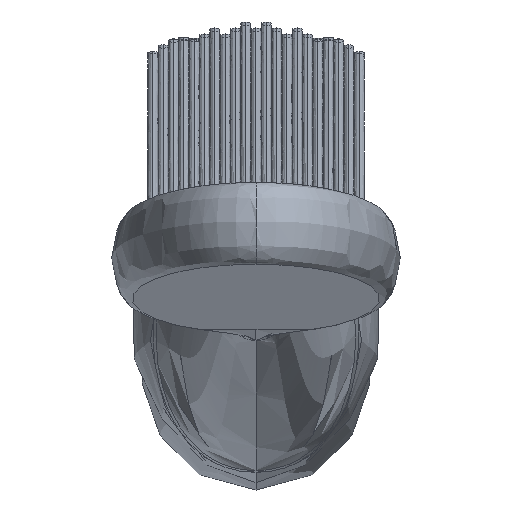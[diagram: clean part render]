
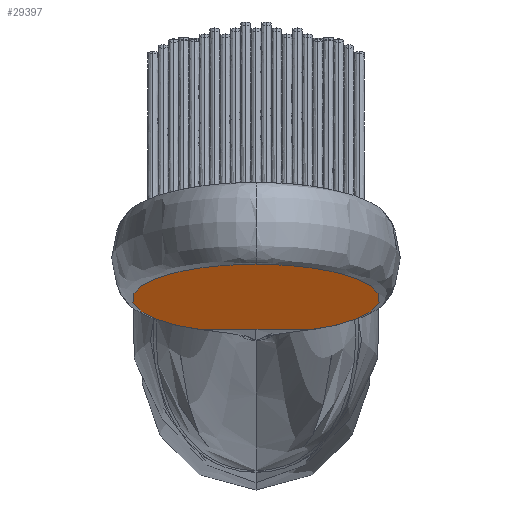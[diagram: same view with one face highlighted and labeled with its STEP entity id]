
A CAD part, top view. The second image highlights one B-rep face of the part: STEP entity #29397.
In plain terms, the highlighted free-form (B-spline) face has degree [1, 1] with [2, 2] control points.
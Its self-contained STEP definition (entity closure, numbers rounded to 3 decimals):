
#28287 = VERTEX_POINT('',#28288);
#28288 = CARTESIAN_POINT('',(2.462,5.897,-22.835
    ));
#28357 = VERTEX_POINT('',#28358);
#28358 = CARTESIAN_POINT('',(-0.001,5.897,
    -22.835));
#28380 = EDGE_CURVE('',#28357,#28287,#28381,.T.);
#28381 = B_SPLINE_CURVE_WITH_KNOTS('',3,(#28382,#28383,#28384,#28385,
    #28386,#28387,#28388,#28389),.UNSPECIFIED.,.F.,.F.,(4,1,1,1,1,4),(
    0.5,0.625,0.75,0.875,
    0.984,1.),.UNSPECIFIED.);
#28382 = CARTESIAN_POINT('',(-0.001,5.897,
    -22.835));
#28383 = CARTESIAN_POINT('',(0.205,5.897,-22.835
    ));
#28384 = CARTESIAN_POINT('',(0.615,5.897,-22.835
    ));
#28385 = CARTESIAN_POINT('',(1.231,5.897,-22.835
    ));
#28386 = CARTESIAN_POINT('',(1.821,5.897,-22.835
    ));
#28387 = CARTESIAN_POINT('',(2.231,5.897,-22.835
    ));
#28388 = CARTESIAN_POINT('',(2.437,5.897,-22.835
    ));
#28389 = CARTESIAN_POINT('',(2.462,5.897,-22.835
    ));
#28561 = VERTEX_POINT('',#28562);
#28562 = CARTESIAN_POINT('',(-2.462,5.897,
    -22.835));
#28584 = EDGE_CURVE('',#28561,#28357,#28585,.T.);
#28585 = B_SPLINE_CURVE_WITH_KNOTS('',3,(#28586,#28587,#28588,#28589,
    #28590,#28591,#28592),.UNSPECIFIED.,.F.,.F.,(4,1,1,1,4),(0.,
    0.125,0.25,0.375,0.5),
  .QUASI_UNIFORM_KNOTS.);
#28586 = CARTESIAN_POINT('',(-2.462,5.897,
    -22.835));
#28587 = CARTESIAN_POINT('',(-2.257,5.897,
    -22.835));
#28588 = CARTESIAN_POINT('',(-1.847,5.897,
    -22.835));
#28589 = CARTESIAN_POINT('',(-1.231,5.897,
    -22.835));
#28590 = CARTESIAN_POINT('',(-0.616,5.897,
    -22.835));
#28591 = CARTESIAN_POINT('',(-0.206,5.897,
    -22.835));
#28592 = CARTESIAN_POINT('',(-0.001,5.897,
    -22.835));
#29050 = EDGE_CURVE('',#29051,#28287,#29053,.T.);
#29051 = VERTEX_POINT('',#29052);
#29052 = CARTESIAN_POINT('',(0.,8.68,-0.163));
#29053 = B_SPLINE_CURVE_WITH_KNOTS('',3,(#29054,#29055,#29056,#29057,
    #29058,#29059,#29060,#29061,#29062,#29063,#29064,#29065),
  .UNSPECIFIED.,.F.,.F.,(4,2,2,2,2,4),(0.,0.125,0.25,0.5,0.75,1.),
  .UNSPECIFIED.);
#29054 = CARTESIAN_POINT('',(0.,8.68,-0.163));
#29055 = CARTESIAN_POINT('',(0.597,8.68,
    -0.163));
#29056 = CARTESIAN_POINT('',(1.196,8.653,
    -0.389));
#29057 = CARTESIAN_POINT('',(2.325,8.545,
    -1.262));
#29058 = CARTESIAN_POINT('',(2.853,8.466,
    -1.907));
#29059 = CARTESIAN_POINT('',(4.261,8.162,
    -4.38));
#29060 = CARTESIAN_POINT('',(4.942,7.872,
    -6.746));
#29061 = CARTESIAN_POINT('',(5.504,7.236,
    -11.928));
#29062 = CARTESIAN_POINT('',(5.385,6.892,
    -14.727));
#29063 = CARTESIAN_POINT('',(4.393,6.296,
    -19.578));
#29064 = CARTESIAN_POINT('',(3.522,6.046,
    -21.614));
#29065 = CARTESIAN_POINT('',(2.462,5.897,-22.835
    ));
#29292 = EDGE_CURVE('',#29051,#28561,#29293,.T.);
#29293 = B_SPLINE_CURVE_WITH_KNOTS('',3,(#29294,#29295,#29296,#29297,
    #29298,#29299,#29300,#29301,#29302,#29303,#29304,#29305),
  .UNSPECIFIED.,.F.,.F.,(4,2,2,2,2,4),(0.,0.125,0.25,0.5,0.75,1.),
  .UNSPECIFIED.);
#29294 = CARTESIAN_POINT('',(0.,8.68,-0.163));
#29295 = CARTESIAN_POINT('',(-0.597,8.68,
    -0.163));
#29296 = CARTESIAN_POINT('',(-1.196,8.653,
    -0.389));
#29297 = CARTESIAN_POINT('',(-2.325,8.545,
    -1.262));
#29298 = CARTESIAN_POINT('',(-2.853,8.466,
    -1.907));
#29299 = CARTESIAN_POINT('',(-4.261,8.162,
    -4.38));
#29300 = CARTESIAN_POINT('',(-4.942,7.872,
    -6.746));
#29301 = CARTESIAN_POINT('',(-5.504,7.236,
    -11.928));
#29302 = CARTESIAN_POINT('',(-5.385,6.892,
    -14.727));
#29303 = CARTESIAN_POINT('',(-4.393,6.296,
    -19.578));
#29304 = CARTESIAN_POINT('',(-3.522,6.046,
    -21.614));
#29305 = CARTESIAN_POINT('',(-2.462,5.897,
    -22.835));
#29397 = ADVANCED_FACE('',(#29398),#29404,.T.);
#29398 = FACE_BOUND('',#29399,.T.);
#29399 = EDGE_LOOP('',(#29400,#29401,#29402,#29403));
#29400 = ORIENTED_EDGE('',*,*,#29292,.T.);
#29401 = ORIENTED_EDGE('',*,*,#28584,.T.);
#29402 = ORIENTED_EDGE('',*,*,#28380,.T.);
#29403 = ORIENTED_EDGE('',*,*,#29050,.F.);
#29404 = B_SPLINE_SURFACE_WITH_KNOTS('',1,1,(
    (#29405,#29406)
    ,(#29407,#29408
    )),.UNSPECIFIED.,.F.,.F.,.F.,(2,2),(2,2),(-0.071,
    25.648),(-4.692,7.732),
  .PIECEWISE_BEZIER_KNOTS.);
#29405 = CARTESIAN_POINT('',(-4.171,8.743,
    0.347));
#29406 = CARTESIAN_POINT('',(6.893,8.597,
    -0.837));
#29407 = CARTESIAN_POINT('',(-6.64,5.951,
    -22.387));
#29408 = CARTESIAN_POINT('',(4.424,5.806,
    -23.571));
